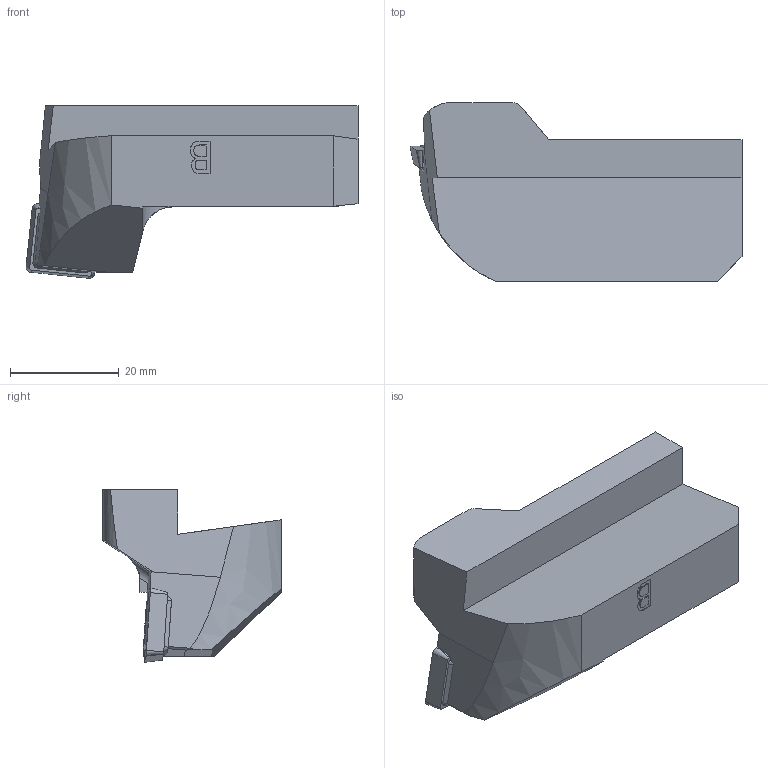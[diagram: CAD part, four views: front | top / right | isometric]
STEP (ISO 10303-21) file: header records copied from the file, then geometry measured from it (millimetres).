
FILE_DESCRIPTION(/* description */ (''),/* implementation_level */ '2;1');
FILE_NAME(/* name */ '1548171234834.stp',/* time_stamp */ '2019-01-22T16:34:12+01:00',/* author */ (''),/* organization */ ('SMS'),/* preprocessor_version */ 'ST-DEVELOPER v15',/* originating_system */ 'SIEMENS PLM Software NX 8.5',/* authorisation */ '');
FILE_SCHEMA (('AUTOMOTIVE_DESIGN { 1 0 10303 214 3 1 1 1 }'));
Length unit declared in the file: millimetre
Products named in the file (4): ASSEMBLY_CONSTRUCTION; 201012610mod000_00; 201031353mod000_00; 201031374mod000_01
Assembly tree (3 placements, depth 2):
  201031374mod000_01
    201031353mod000_00
    201012610mod000_00
    ASSEMBLY_CONSTRUCTION
Bounding box: 60.97 x 32.8 x 31.71 mm (x, y, z)
Volume: 23112.3 mm3; surface area: 7270.8 mm2
Topology: 2 solids, 2 shells, 92 faces, 248 edges, 174 vertices
Faces by surface type: plane 59, cone 10, cylinder 8, torus 8, extrusion 7
Full cylindrical faces by diameter (mm): 4 x2
Entity records: 3271 total; most frequent: CARTESIAN_POINT 815, ORIENTED_EDGE 476, DIRECTION 448, EDGE_CURVE 238, VERTEX_POINT 174, VECTOR 162, LINE 155, AXIS2_PLACEMENT_3D 143
